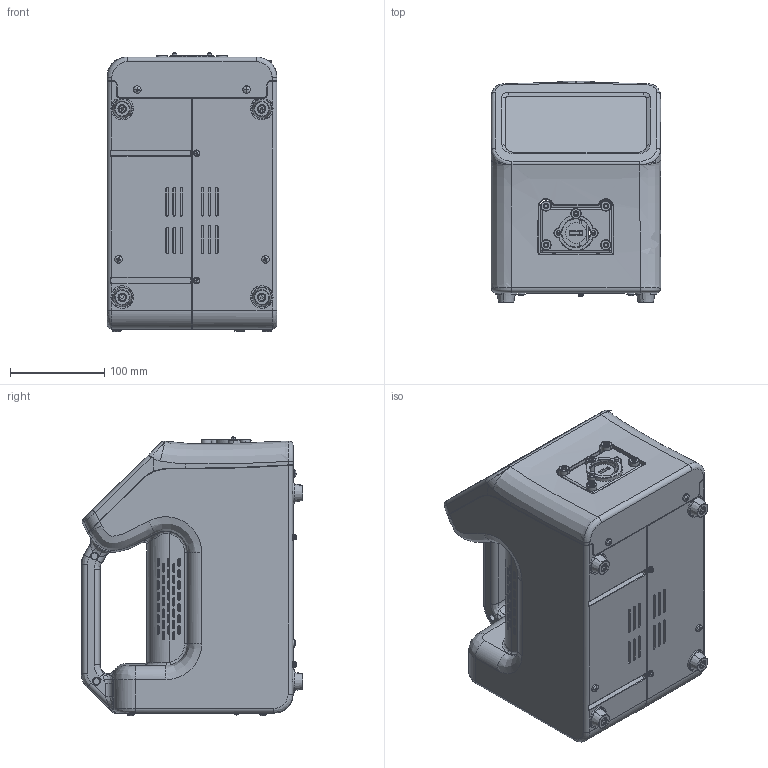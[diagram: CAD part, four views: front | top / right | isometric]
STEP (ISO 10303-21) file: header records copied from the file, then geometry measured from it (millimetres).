
FILE_DESCRIPTION (( 'STEP AP214' ), '1' );
FILE_NAME ('L100-1F俋倛芞.STEP', '2022-06-16T08:45:24', ( 'lg' ), ( '' ), 'SwSTEP 2.0', 'SolidWorks 2013', '' );
FILE_SCHEMA (( 'AUTOMOTIVE_DESIGN' ));
Length unit declared in the file: millimetre
Products named in the file (1): L100-1F俋倛芞
Bounding box: 180.15 x 234.88 x 296.99 mm (x, y, z)
Surface area: 355520.1 mm2 (no closed solid volume)
Topology: 0 solids, 173 shells, 2681 faces, 10517 edges, 7814 vertices
Faces by surface type: plane 1156, cylinder 554, bspline 457, cone 444, torus 42, sphere 28
Entity records: 195639 total; most frequent: CARTESIAN_POINT 86665, ORIENTED_EDGE 15586, DIRECTION 14008, EDGE_CURVE 10496, VERTEX_POINT 7814, LINE 5336, VECTOR 5336, AXIS2_PLACEMENT_3D 4336
